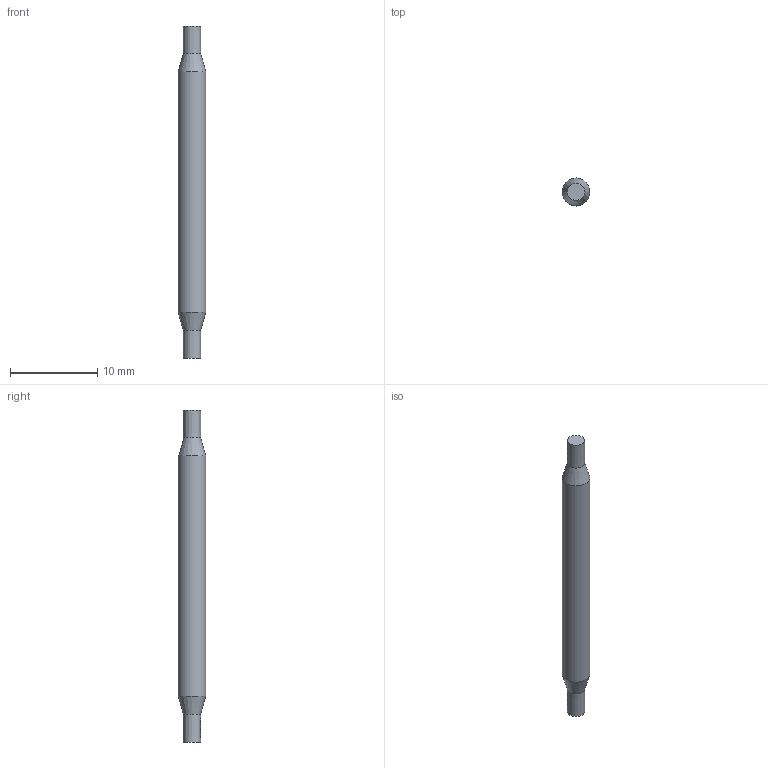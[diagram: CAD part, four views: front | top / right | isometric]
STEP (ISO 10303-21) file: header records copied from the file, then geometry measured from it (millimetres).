
FILE_DESCRIPTION(/* description */ (''),/* implementation_level */ '2;1');
FILE_NAME(/* name */ 'C5141-.078XF2S.0DZ4_Basic.stp',/* time_stamp */ '2024-07-19T08:45:32+05:00',/* author */ (''),/* organization */ (''),/* preprocessor_version */ 'ST-DEVELOPER v18.102',/* originating_system */ 'SIEMENS PLM Software NX2206.8101',/* authorisation */ '');
FILE_SCHEMA (('AUTOMOTIVE_DESIGN { 1 0 10303 214 3 1 1 1 }'));
Length unit declared in the file: millimetre
Products named in the file (1): inpu1CC8EB6Cuplj
Bounding box: 3.17 x 3.17 x 38.1 mm (x, y, z)
Volume: 260.2 mm3; surface area: 368.4 mm2
Topology: 3 solids, 3 shells, 12 faces, 16 edges, 12 vertices
Faces by surface type: plane 7, cone 4, cylinder 1
Full cylindrical faces by diameter (mm): 3.175 x1
Entity records: 312 total; most frequent: DIRECTION 50, CARTESIAN_POINT 48, AXIS2_PLACEMENT_3D 25, EDGE_LOOP 18, ORIENTED_EDGE 18, FACE_BOUND 12, ADVANCED_FACE 12, VERTEX_POINT 9
